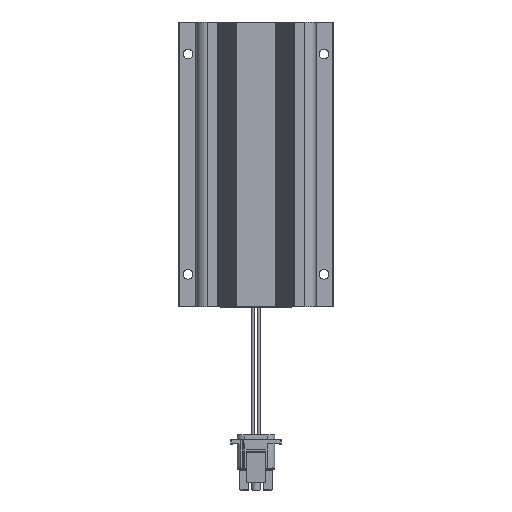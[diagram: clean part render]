
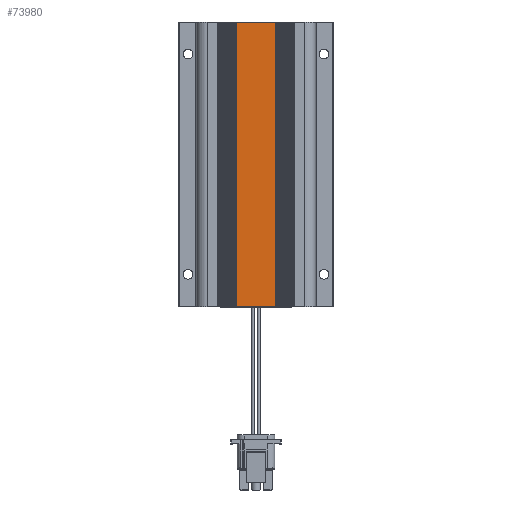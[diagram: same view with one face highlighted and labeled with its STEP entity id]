
A CAD part, front view. The second image highlights one B-rep face of the part: STEP entity #73980.
In plain terms, the highlighted planar face has unit normal (0, -1, 0).
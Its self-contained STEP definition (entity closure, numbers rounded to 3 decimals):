
#1939 = LINE ( 'NONE', #74935, #81195 ) ;
#3429 = VERTEX_POINT ( 'NONE', #83585 ) ;
#3564 = LINE ( 'NONE', #32822, #41687 ) ;
#5480 = CARTESIAN_POINT ( 'NONE',  ( 111.639, 14.119, -95. ) ) ;
#7009 = FACE_OUTER_BOUND ( 'NONE', #33215, .T. ) ;
#9742 = EDGE_CURVE ( 'NONE', #81395, #45865, #106035, .T. ) ;
#11919 = VERTEX_POINT ( 'NONE', #23794 ) ;
#14588 = VECTOR ( 'NONE', #116164, 1000. ) ;
#21479 = LINE ( 'NONE', #88103, #103345 ) ;
#23794 = CARTESIAN_POINT ( 'NONE',  ( 89.872, 14.119, -95. ) ) ;
#28994 = CARTESIAN_POINT ( 'NONE',  ( 111.639, 14.119, -17.5 ) ) ;
#32822 = CARTESIAN_POINT ( 'NONE',  ( 100.756, 14.119, 60. ) ) ;
#33215 = EDGE_LOOP ( 'NONE', ( #59700, #63844, #124076, #109877 ) ) ;
#41687 = VECTOR ( 'NONE', #86875, 1000. ) ;
#42432 = PLANE ( 'NONE',  #84573 ) ;
#44811 = EDGE_CURVE ( 'NONE', #3429, #81395, #3564, .T. ) ;
#45865 = VERTEX_POINT ( 'NONE', #5480 ) ;
#59700 = ORIENTED_EDGE ( 'NONE', *, *, #44811, .F. ) ;
#63844 = ORIENTED_EDGE ( 'NONE', *, *, #108943, .F. ) ;
#64526 = DIRECTION ( 'NONE',  ( 0., 0., 1. ) ) ;
#70766 = CARTESIAN_POINT ( 'NONE',  ( 111.639, 14.119, 60. ) ) ;
#73980 = ADVANCED_FACE ( 'NONE', ( #7009 ), #42432, .F. ) ;
#74935 = CARTESIAN_POINT ( 'NONE',  ( 89.872, 14.119, -17.5 ) ) ;
#79967 = CARTESIAN_POINT ( 'NONE',  ( 100.756, 14.119, -17.5 ) ) ;
#81195 = VECTOR ( 'NONE', #64526, 1000. ) ;
#81395 = VERTEX_POINT ( 'NONE', #70766 ) ;
#83585 = CARTESIAN_POINT ( 'NONE',  ( 89.872, 14.119, 60. ) ) ;
#84573 = AXIS2_PLACEMENT_3D ( 'NONE', #79967, #104898, #121555 ) ;
#86875 = DIRECTION ( 'NONE',  ( 1., 0., 0. ) ) ;
#88103 = CARTESIAN_POINT ( 'NONE',  ( 100.756, 14.119, -95. ) ) ;
#89625 = EDGE_CURVE ( 'NONE', #11919, #45865, #21479, .T. ) ;
#98491 = DIRECTION ( 'NONE',  ( 1., 0., 0. ) ) ;
#103345 = VECTOR ( 'NONE', #98491, 1000. ) ;
#104898 = DIRECTION ( 'NONE',  ( 0., 1., 0. ) ) ;
#106035 = LINE ( 'NONE', #28994, #14588 ) ;
#108943 = EDGE_CURVE ( 'NONE', #11919, #3429, #1939, .T. ) ;
#109877 = ORIENTED_EDGE ( 'NONE', *, *, #9742, .F. ) ;
#116164 = DIRECTION ( 'NONE',  ( 0., 0., -1. ) ) ;
#121555 = DIRECTION ( 'NONE',  ( 0., 0., 1. ) ) ;
#124076 = ORIENTED_EDGE ( 'NONE', *, *, #89625, .T. ) ;
